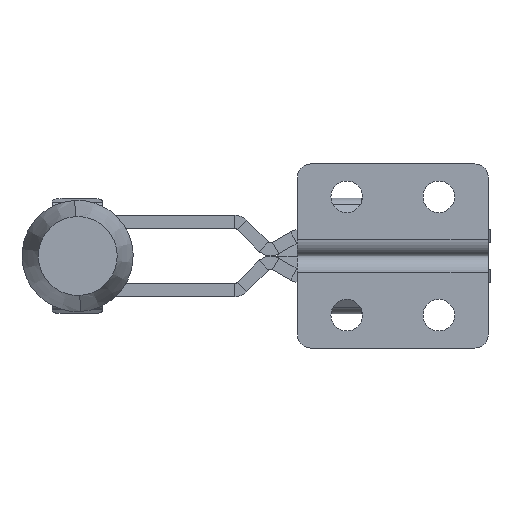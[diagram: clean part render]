
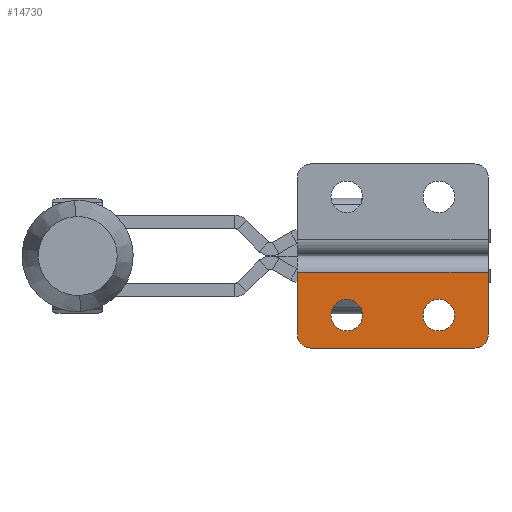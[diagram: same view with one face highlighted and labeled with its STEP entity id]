
A CAD part, front view. The second image highlights one B-rep face of the part: STEP entity #14730.
In plain terms, the highlighted planar face has unit normal (0, -1, 0).
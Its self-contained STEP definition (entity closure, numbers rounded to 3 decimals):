
#2988 = AXIS2_PLACEMENT_3D ( 'NONE', #3964, #3958, #3967 ) ;
#3958 = DIRECTION ( 'NONE',  ( 0., -1., 0. ) ) ;
#3964 = CARTESIAN_POINT ( 'NONE',  ( 2., -2., -10. ) ) ;
#3965 = PLANE ( 'NONE',  #2988 ) ;
#3967 = DIRECTION ( 'NONE',  ( 0., 0., -1. ) ) ;
#4224 = FACE_OUTER_BOUND ( 'NONE', #27185, .T. ) ;
#4226 = FACE_BOUND ( 'NONE', #28025, .T. ) ;
#11257 = AXIS2_PLACEMENT_3D ( 'NONE', #21147, #21148, #21149 ) ;
#11259 = AXIS2_PLACEMENT_3D ( 'NONE', #21165, #21166, #21167 ) ;
#11260 = AXIS2_PLACEMENT_3D ( 'NONE', #21173, #21174, #21175 ) ;
#11270 = AXIS2_PLACEMENT_3D ( 'NONE', #21222, #21223, #21224 ) ;
#11272 = AXIS2_PLACEMENT_3D ( 'NONE', #21231, #21232, #21233 ) ;
#11277 = AXIS2_PLACEMENT_3D ( 'NONE', #21257, #21258, #21259 ) ;
#14730 = ADVANCED_FACE ( 'NONE', ( #29944, #4226, #4224 ), #3965, .T. ) ;
#18768 = LINE ( 'NONE', #21146, #18791 ) ;
#18786 = CIRCLE ( 'NONE', #11257, 2. ) ;
#18788 = LINE ( 'NONE', #21145, #18793 ) ;
#18791 = VECTOR ( 'NONE', #21151, 1000. ) ;
#18793 = VECTOR ( 'NONE', #21153, 1000. ) ;
#18799 = CIRCLE ( 'NONE', #11259, 2. ) ;
#18804 = CIRCLE ( 'NONE', #11260, 2.4 ) ;
#18806 = LINE ( 'NONE', #21172, #18810 ) ;
#18810 = VECTOR ( 'NONE', #21170, 1000. ) ;
#18822 = LINE ( 'NONE', #21203, #18825 ) ;
#18825 = VECTOR ( 'NONE', #21205, 1000. ) ;
#18839 = CIRCLE ( 'NONE', #11270, 2.4 ) ;
#18841 = CIRCLE ( 'NONE', #11272, 2.4 ) ;
#18857 = CIRCLE ( 'NONE', #11277, 2.4 ) ;
#20384 = CARTESIAN_POINT ( 'NONE',  ( 21.5, -2., -4.6 ) ) ;
#20402 = CARTESIAN_POINT ( 'NONE',  ( 7.5, -2., -4.6 ) ) ;
#20420 = CARTESIAN_POINT ( 'NONE',  ( 29., -2., -10. ) ) ;
#20423 = CARTESIAN_POINT ( 'NONE',  ( 2., -2., -12. ) ) ;
#20428 = CARTESIAN_POINT ( 'NONE',  ( 29., -2., -0.5 ) ) ;
#20432 = CARTESIAN_POINT ( 'NONE',  ( 27., -2., -12. ) ) ;
#20433 = CARTESIAN_POINT ( 'NONE',  ( 0., -2., -0.5 ) ) ;
#20436 = CARTESIAN_POINT ( 'NONE',  ( 0., -2., -10. ) ) ;
#20444 = CARTESIAN_POINT ( 'NONE',  ( 7.5, -2., -9.4 ) ) ;
#20445 = CARTESIAN_POINT ( 'NONE',  ( 21.5, -2., -9.4 ) ) ;
#21145 = CARTESIAN_POINT ( 'NONE',  ( 29., -2., -10. ) ) ;
#21146 = CARTESIAN_POINT ( 'NONE',  ( 0., -2., 0. ) ) ;
#21147 = CARTESIAN_POINT ( 'NONE',  ( 27., -2., -10. ) ) ;
#21148 = DIRECTION ( 'NONE',  ( 0., 1., 0. ) ) ;
#21149 = DIRECTION ( 'NONE',  ( 0., 0., -1. ) ) ;
#21151 = DIRECTION ( 'NONE',  ( 0., 0., 1. ) ) ;
#21153 = DIRECTION ( 'NONE',  ( 0., 0., -1. ) ) ;
#21165 = CARTESIAN_POINT ( 'NONE',  ( 2., -2., -10. ) ) ;
#21166 = DIRECTION ( 'NONE',  ( 0., 1., 0. ) ) ;
#21167 = DIRECTION ( 'NONE',  ( 0., 0., -1. ) ) ;
#21170 = DIRECTION ( 'NONE',  ( -1., 0., 0. ) ) ;
#21172 = CARTESIAN_POINT ( 'NONE',  ( 2., -2., -0.5 ) ) ;
#21173 = CARTESIAN_POINT ( 'NONE',  ( 7.5, -2., -7. ) ) ;
#21174 = DIRECTION ( 'NONE',  ( 0., 1., 0. ) ) ;
#21175 = DIRECTION ( 'NONE',  ( 0., 0., 1. ) ) ;
#21203 = CARTESIAN_POINT ( 'NONE',  ( 2., -2., -12. ) ) ;
#21205 = DIRECTION ( 'NONE',  ( -1., 0., 0. ) ) ;
#21222 = CARTESIAN_POINT ( 'NONE',  ( 21.5, -2., -7. ) ) ;
#21223 = DIRECTION ( 'NONE',  ( 0., 1., 0. ) ) ;
#21224 = DIRECTION ( 'NONE',  ( 0., 0., 1. ) ) ;
#21231 = CARTESIAN_POINT ( 'NONE',  ( 7.5, -2., -7. ) ) ;
#21232 = DIRECTION ( 'NONE',  ( 0., 1., 0. ) ) ;
#21233 = DIRECTION ( 'NONE',  ( 0., 0., 1. ) ) ;
#21257 = CARTESIAN_POINT ( 'NONE',  ( 21.5, -2., -7. ) ) ;
#21258 = DIRECTION ( 'NONE',  ( 0., 1., 0. ) ) ;
#21259 = DIRECTION ( 'NONE',  ( 0., 0., 1. ) ) ;
#26201 = VERTEX_POINT ( 'NONE', #20384 ) ;
#26219 = VERTEX_POINT ( 'NONE', #20402 ) ;
#26237 = VERTEX_POINT ( 'NONE', #20420 ) ;
#26240 = VERTEX_POINT ( 'NONE', #20423 ) ;
#26245 = VERTEX_POINT ( 'NONE', #20428 ) ;
#26249 = VERTEX_POINT ( 'NONE', #20432 ) ;
#26250 = VERTEX_POINT ( 'NONE', #20433 ) ;
#26253 = VERTEX_POINT ( 'NONE', #20436 ) ;
#26261 = VERTEX_POINT ( 'NONE', #20444 ) ;
#26262 = VERTEX_POINT ( 'NONE', #20445 ) ;
#27185 = EDGE_LOOP ( 'NONE', ( #27437, #27438, #27439, #27440, #27441, #27442 ) ) ;
#27202 = EDGE_LOOP ( 'NONE', ( #27433, #27434 ) ) ;
#27433 = ORIENTED_EDGE ( 'NONE', *, *, #28335, .T. ) ;
#27434 = ORIENTED_EDGE ( 'NONE', *, *, #28358, .T. ) ;
#27435 = ORIENTED_EDGE ( 'NONE', *, *, #28369, .T. ) ;
#27436 = ORIENTED_EDGE ( 'NONE', *, *, #28356, .T. ) ;
#27437 = ORIENTED_EDGE ( 'NONE', *, *, #28326, .F. ) ;
#27438 = ORIENTED_EDGE ( 'NONE', *, *, #28336, .T. ) ;
#27439 = ORIENTED_EDGE ( 'NONE', *, *, #28325, .F. ) ;
#27440 = ORIENTED_EDGE ( 'NONE', *, *, #28331, .F. ) ;
#27441 = ORIENTED_EDGE ( 'NONE', *, *, #28347, .F. ) ;
#27442 = ORIENTED_EDGE ( 'NONE', *, *, #28323, .F. ) ;
#28025 = EDGE_LOOP ( 'NONE', ( #27435, #27436 ) ) ;
#28323 = EDGE_CURVE ( 'NONE', #26237, #26249, #18786, .T. ) ;
#28325 = EDGE_CURVE ( 'NONE', #26253, #26250, #18768, .T. ) ;
#28326 = EDGE_CURVE ( 'NONE', #26245, #26237, #18788, .T. ) ;
#28331 = EDGE_CURVE ( 'NONE', #26240, #26253, #18799, .T. ) ;
#28335 = EDGE_CURVE ( 'NONE', #26219, #26261, #18804, .T. ) ;
#28336 = EDGE_CURVE ( 'NONE', #26245, #26250, #18806, .T. ) ;
#28347 = EDGE_CURVE ( 'NONE', #26249, #26240, #18822, .T. ) ;
#28356 = EDGE_CURVE ( 'NONE', #26262, #26201, #18839, .T. ) ;
#28358 = EDGE_CURVE ( 'NONE', #26261, #26219, #18841, .T. ) ;
#28369 = EDGE_CURVE ( 'NONE', #26201, #26262, #18857, .T. ) ;
#29944 = FACE_BOUND ( 'NONE', #27202, .T. ) ;
